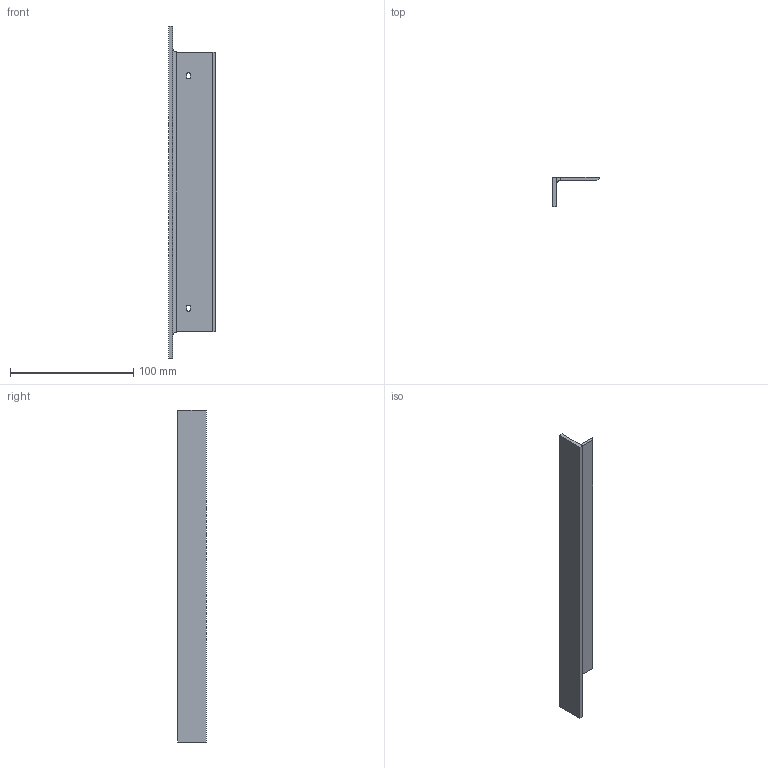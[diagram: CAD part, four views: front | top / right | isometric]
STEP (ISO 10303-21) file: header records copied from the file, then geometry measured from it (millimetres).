
FILE_DESCRIPTION(/* description */ (''),/* implementation_level */ '2;1');
FILE_NAME(/* name */ '86742004_FLS M 00042.stp',/* time_stamp */ '2015-04-02T14:41:09+02:00',/* author */ ('kleemann'),/* organization */ (''),/* preprocessor_version */ 'ST-DEVELOPER v15.6',/* originating_system */ 'Autodesk Inventor 2015',/* authorisation */ '');
FILE_SCHEMA (('AUTOMOTIVE_DESIGN { 1 0 10303 214 3 1 1 }'));
Length unit declared in the file: millimetre
Products named in the file (1): FLS_M_00042
Bounding box: 37.8 x 23.4 x 269.24 mm (x, y, z)
Volume: 38644 mm3; surface area: 29800.5 mm2
Topology: 1 solids, 1 shells, 24 faces, 66 edges, 44 vertices
Faces by surface type: plane 17, cylinder 7
Entity records: 818 total; most frequent: CARTESIAN_POINT 161, ORIENTED_EDGE 132, DIRECTION 128, EDGE_CURVE 66, LINE 50, VECTOR 50, VERTEX_POINT 44, AXIS2_PLACEMENT_3D 39
